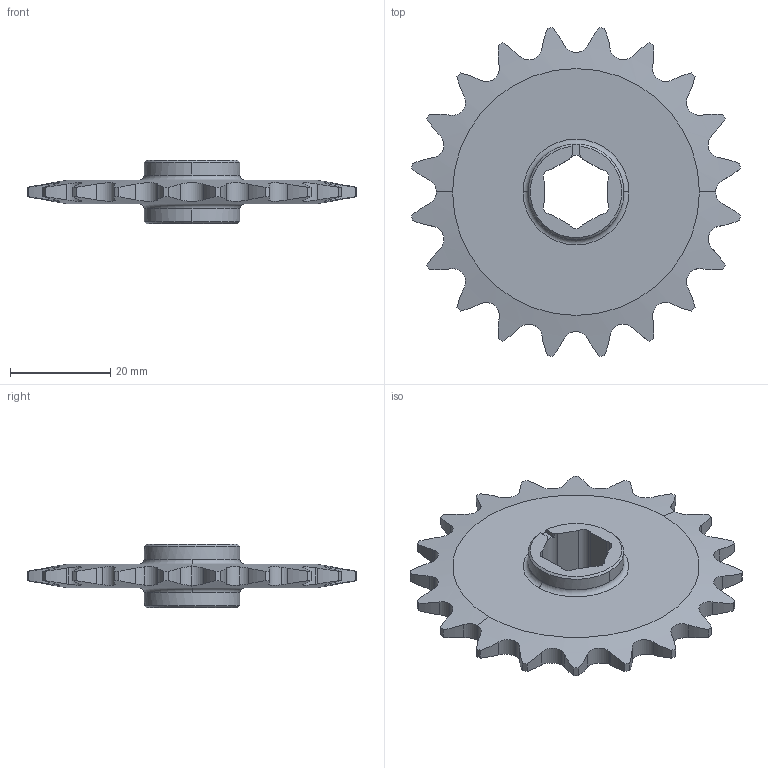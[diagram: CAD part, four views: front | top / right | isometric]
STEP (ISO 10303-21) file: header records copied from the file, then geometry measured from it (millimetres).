
FILE_DESCRIPTION (( 'STEP AP203' ), '1' );
FILE_NAME ('REV-21-3712.STEP', '2024-09-17T14:35:37', ( '' ), ( '' ), 'SwSTEP 2.0', 'SolidWorks 2022', '' );
FILE_SCHEMA (( 'CONFIG_CONTROL_DESIGN' ));
Length unit declared in the file: millimetre
Products named in the file (1): REV-21-3712
Bounding box: 65.48 x 65.48 x 12.7 mm (x, y, z)
Volume: 12918 mm3; surface area: 7217.7 mm2
Topology: 1 solids, 1 shells, 132 faces, 387 edges, 257 vertices
Faces by surface type: cylinder 105, plane 16, cone 7, torus 4
Entity records: 5235 total; most frequent: CARTESIAN_POINT 1833, ORIENTED_EDGE 774, DIRECTION 608, EDGE_CURVE 387, VERTEX_POINT 257, AXIS2_PLACEMENT_3D 232, LINE 144, VECTOR 144
